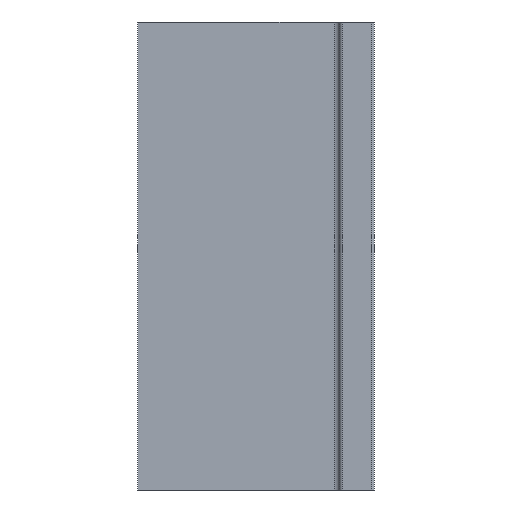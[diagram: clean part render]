
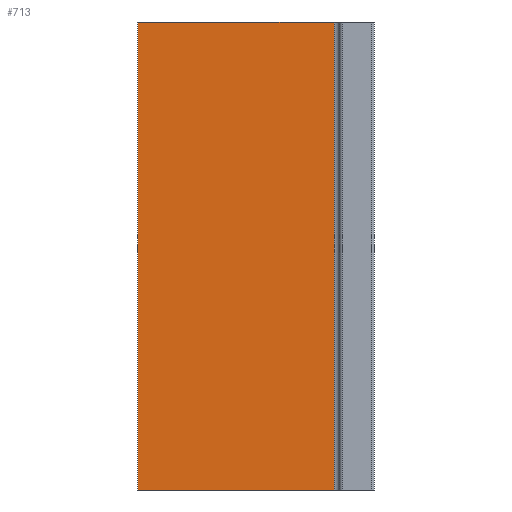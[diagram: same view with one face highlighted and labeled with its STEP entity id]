
A CAD part, left-side view. The second image highlights one B-rep face of the part: STEP entity #713.
In plain terms, the highlighted planar face has unit normal (-1, 0, 0).
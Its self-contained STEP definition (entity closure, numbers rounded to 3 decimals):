
#65=FACE_OUTER_BOUND('',#103,.T.);
#103=EDGE_LOOP('',(#475,#476,#477,#478));
#143=LINE('',#1063,#219);
#144=LINE('',#1065,#220);
#145=LINE('',#1067,#221);
#146=LINE('',#1068,#222);
#219=VECTOR('',#845,10.);
#220=VECTOR('',#846,10.);
#221=VECTOR('',#847,10.);
#222=VECTOR('',#848,10.);
#295=VERTEX_POINT('',#1061);
#296=VERTEX_POINT('',#1062);
#297=VERTEX_POINT('',#1064);
#298=VERTEX_POINT('',#1066);
#367=EDGE_CURVE('',#295,#296,#143,.T.);
#368=EDGE_CURVE('',#296,#297,#144,.T.);
#369=EDGE_CURVE('',#297,#298,#145,.T.);
#370=EDGE_CURVE('',#295,#298,#146,.T.);
#475=ORIENTED_EDGE('',*,*,#367,.T.);
#476=ORIENTED_EDGE('',*,*,#368,.T.);
#477=ORIENTED_EDGE('',*,*,#369,.T.);
#478=ORIENTED_EDGE('',*,*,#370,.F.);
#691=PLANE('',#771);
#713=ADVANCED_FACE('',(#65),#691,.T.);
#771=AXIS2_PLACEMENT_3D('',#1060,#843,#844);
#843=DIRECTION('center_axis',(-1.,0.,0.));
#844=DIRECTION('ref_axis',(0.,-1.,0.));
#845=DIRECTION('',(0.,0.,-1.));
#846=DIRECTION('',(0.,-1.,0.));
#847=DIRECTION('',(0.,0.,1.));
#848=DIRECTION('',(0.,-1.,0.));
#1060=CARTESIAN_POINT('Origin',(15.773,60.3,0.));
#1061=CARTESIAN_POINT('',(15.773,50.7,100.));
#1062=CARTESIAN_POINT('',(15.773,50.7,0.));
#1063=CARTESIAN_POINT('',(15.773,50.7,50.));
#1064=CARTESIAN_POINT('',(15.773,8.7,0.));
#1065=CARTESIAN_POINT('',(15.773,60.3,0.));
#1066=CARTESIAN_POINT('',(15.773,8.7,100.));
#1067=CARTESIAN_POINT('',(15.773,8.7,0.));
#1068=CARTESIAN_POINT('',(15.773,60.3,100.));
